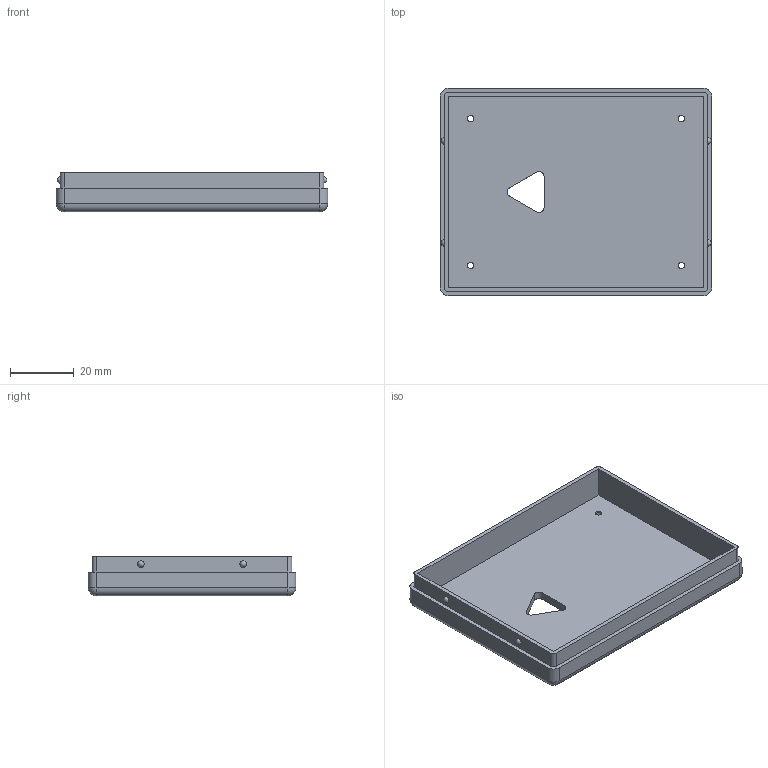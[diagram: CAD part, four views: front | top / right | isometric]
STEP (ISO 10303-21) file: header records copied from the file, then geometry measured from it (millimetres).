
FILE_DESCRIPTION(('FreeCAD Model'),'2;1');
FILE_NAME('bottom.step','2017-04-05T11:30:07',('Author'),(''), 'Open CASCADE STEP processor 6.8','FreeCAD','Unknown');
FILE_SCHEMA(('AUTOMOTIVE_DESIGN_CC2 { 1 2 10303 214 -1 1 5 4 }'));
Length unit declared in the file: millimetre
Products named in the file (2): ASSEMBLY; BottomWithNutPockets
Assembly tree (1 placements, depth 2):
  ASSEMBLY
    BottomWithNutPockets
Bounding box: 85 x 65 x 12.5 mm (x, y, z)
Volume: 18438.8 mm3; surface area: 17198.4 mm2
Topology: 1 solids, 1 shells, 74 faces, 190 edges, 120 vertices
Faces by surface type: plane 47, cylinder 19, sphere 8
Full cylindrical faces by diameter (mm): 2 x4
Entity records: 4773 total; most frequent: CARTESIAN_POINT 992, DIRECTION 712, LINE 452, VECTOR 452, ORIENTED_EDGE 364, PCURVE 364, DEFINITIONAL_REPRESENTATION 364, EDGE_CURVE 182
